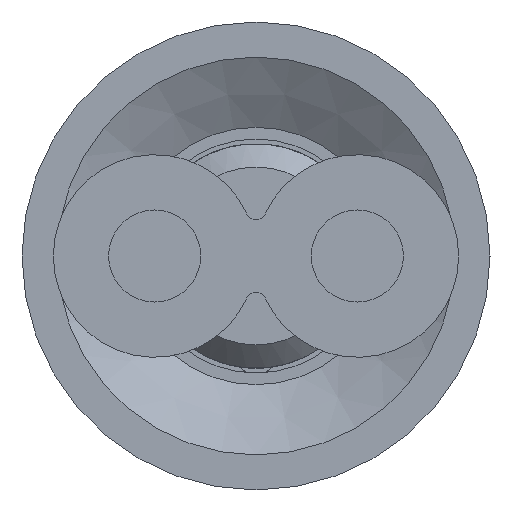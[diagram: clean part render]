
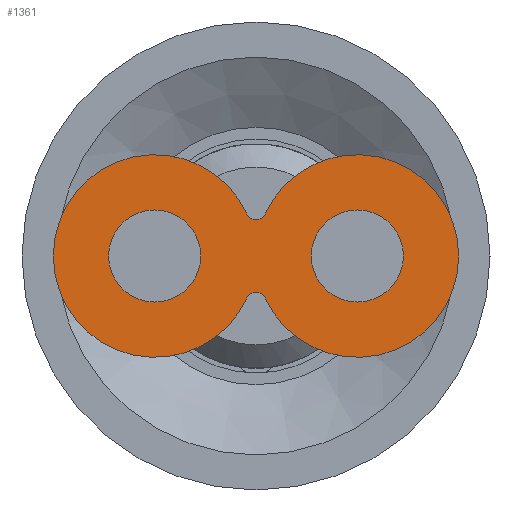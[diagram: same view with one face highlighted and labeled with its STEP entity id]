
A CAD part, left-side view. The second image highlights one B-rep face of the part: STEP entity #1361.
In plain terms, the highlighted planar face has unit normal (-1, 0, 0).
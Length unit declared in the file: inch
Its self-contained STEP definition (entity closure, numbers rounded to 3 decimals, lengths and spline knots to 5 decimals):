
#922=CARTESIAN_POINT('',(-50.,-1.1,0.));
#923=DIRECTION('',(-1.,0.,0.));
#924=DIRECTION('',(0.,0.91,-0.414));
#925=AXIS2_PLACEMENT_3D('',#922,#923,#924);
#927=CARTESIAN_POINT('',(-50.,0.,-0.5));
#928=DIRECTION('',(1.,0.,0.));
#929=DIRECTION('',(0.,0.91,0.414));
#930=AXIS2_PLACEMENT_3D('',#927,#928,#929);
#932=CARTESIAN_POINT('',(-50.,1.1,0.));
#933=DIRECTION('',(-1.,0.,0.));
#934=DIRECTION('',(0.,-0.91,0.414));
#935=AXIS2_PLACEMENT_3D('',#932,#933,#934);
#937=CARTESIAN_POINT('',(-50.,0.,0.5));
#938=DIRECTION('',(1.,0.,0.));
#939=DIRECTION('',(0.,-0.91,-0.414));
#940=AXIS2_PLACEMENT_3D('',#937,#938,#939);
#942=CARTESIAN_POINT('',(-50.,1.1,0.));
#943=DIRECTION('',(1.,0.,0.));
#944=DIRECTION('',(0.,0.,-1.));
#945=AXIS2_PLACEMENT_3D('',#942,#943,#944);
#947=CARTESIAN_POINT('',(-50.,1.1,0.));
#948=DIRECTION('',(1.,0.,0.));
#949=DIRECTION('',(0.,0.,1.));
#950=AXIS2_PLACEMENT_3D('',#947,#948,#949);
#952=CARTESIAN_POINT('',(-50.,-1.1,0.));
#953=DIRECTION('',(1.,0.,0.));
#954=DIRECTION('',(0.,0.,-1.));
#955=AXIS2_PLACEMENT_3D('',#952,#953,#954);
#957=CARTESIAN_POINT('',(-50.,-1.1,0.));
#958=DIRECTION('',(1.,0.,0.));
#959=DIRECTION('',(0.,0.,1.));
#960=AXIS2_PLACEMENT_3D('',#957,#958,#959);
#1002=CARTESIAN_POINT('',(-50.,-0.0986,-0.45518));
#1003=CARTESIAN_POINT('',(-50.,-0.0986,0.45518));
#1004=VERTEX_POINT('',#1002);
#1005=VERTEX_POINT('',#1003);
#1006=CARTESIAN_POINT('',(-50.,0.0986,0.45518));
#1007=VERTEX_POINT('',#1006);
#1008=CARTESIAN_POINT('',(-50.,0.0986,-0.45518));
#1009=VERTEX_POINT('',#1008);
#1018=CARTESIAN_POINT('',(-50.,1.1,-0.5));
#1019=CARTESIAN_POINT('',(-50.,1.1,0.5));
#1020=VERTEX_POINT('',#1018);
#1021=VERTEX_POINT('',#1019);
#1022=CARTESIAN_POINT('',(-50.,-1.1,-0.5));
#1023=CARTESIAN_POINT('',(-50.,-1.1,0.5));
#1024=VERTEX_POINT('',#1022);
#1025=VERTEX_POINT('',#1023);
#1338=CARTESIAN_POINT('',(-50.,0.,0.));
#1339=DIRECTION('',(-1.,0.,0.));
#1340=DIRECTION('',(0.,-1.,0.));
#1341=AXIS2_PLACEMENT_3D('',#1338,#1339,#1340);
#1342=PLANE('',#1341);
#1343=ORIENTED_EDGE('',*,*,#1319,.F.);
#1344=ORIENTED_EDGE('',*,*,#1332,.F.);
#1345=ORIENTED_EDGE('',*,*,#1290,.F.);
#1346=ORIENTED_EDGE('',*,*,#1305,.F.);
#1347=EDGE_LOOP('',(#1343,#1344,#1345,#1346));
#1348=FACE_OUTER_BOUND('',#1347,.F.);
#1350=ORIENTED_EDGE('',*,*,#1349,.F.);
#1352=ORIENTED_EDGE('',*,*,#1351,.F.);
#1353=EDGE_LOOP('',(#1350,#1352));
#1354=FACE_BOUND('',#1353,.F.);
#1356=ORIENTED_EDGE('',*,*,#1355,.F.);
#1358=ORIENTED_EDGE('',*,*,#1357,.F.);
#1359=EDGE_LOOP('',(#1356,#1358));
#1360=FACE_BOUND('',#1359,.F.);
#1361=ADVANCED_FACE('',(#1348,#1354,#1360),#1342,.T.);
#926=CIRCLE('',#925,1.1);
#931=CIRCLE('',#930,0.1083);
#936=CIRCLE('',#935,1.1);
#941=CIRCLE('',#940,0.1083);
#946=CIRCLE('',#945,0.5);
#951=CIRCLE('',#950,0.5);
#956=CIRCLE('',#955,0.5);
#961=CIRCLE('',#960,0.5);
#1290=EDGE_CURVE('',#1007,#1009,#936,.T.);
#1305=EDGE_CURVE('',#1005,#1007,#941,.T.);
#1319=EDGE_CURVE('',#1004,#1005,#926,.T.);
#1332=EDGE_CURVE('',#1009,#1004,#931,.T.);
#1349=EDGE_CURVE('',#1020,#1021,#946,.T.);
#1351=EDGE_CURVE('',#1021,#1020,#951,.T.);
#1355=EDGE_CURVE('',#1024,#1025,#956,.T.);
#1357=EDGE_CURVE('',#1025,#1024,#961,.T.);
